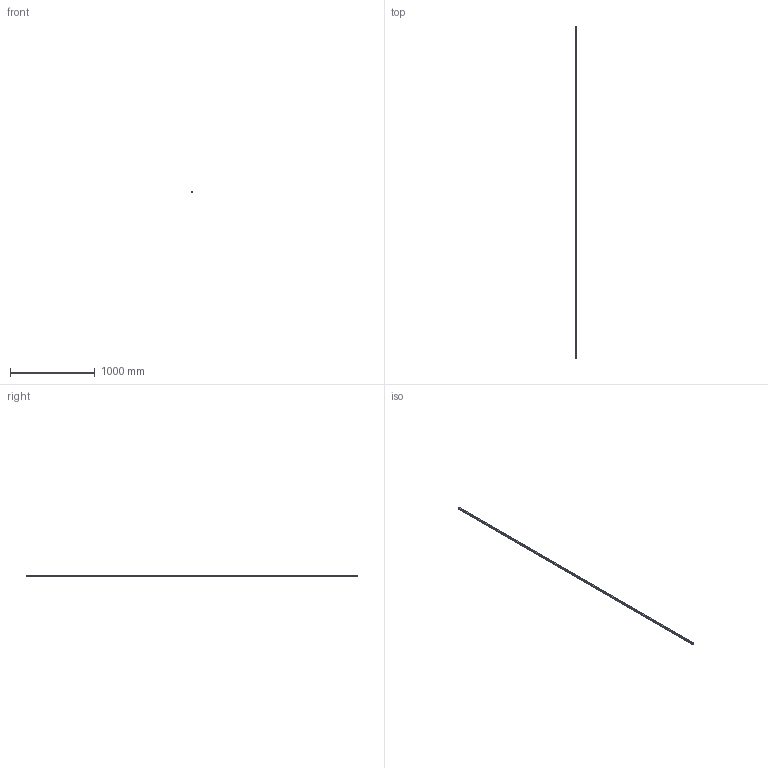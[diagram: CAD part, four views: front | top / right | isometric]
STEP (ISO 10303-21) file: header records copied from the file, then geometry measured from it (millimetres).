
FILE_DESCRIPTION(('STEP AP214'),'1');
FILE_NAME('cctmp_19A4DF38-1B02-4D15-A48F-4AB079522E27_2021_01_21_14_06_43_0486..stp','2021-01-21T13:06:43',('HIWIN GmbH'),('CADClick - www.CADClick.com'),'Spatial InterOp 3D',' ','unknown authorization');
FILE_SCHEMA(('AUTOMOTIVE_DESIGN'));
Length unit declared in the file: millimetre
Products named in the file (1): HGR20T3920C_FILE
Bounding box: 20 x 3920 x 17.5 mm (x, y, z)
Volume: 1157629.2 mm3; surface area: 312353.3 mm2
Topology: 1 solids, 1 shells, 371 faces, 963 edges, 532 vertices
Faces by surface type: cylinder 154, cone 132, plane 85
Entity records: 13297 total; most frequent: DIRECTION 1883, CARTESIAN_POINT 1735, ORIENTED_EDGE 1662, EDGE_CURVE 831, AXIS2_PLACEMENT_3D 680, VERTEX_POINT 532, LINE 523, VECTOR 523
